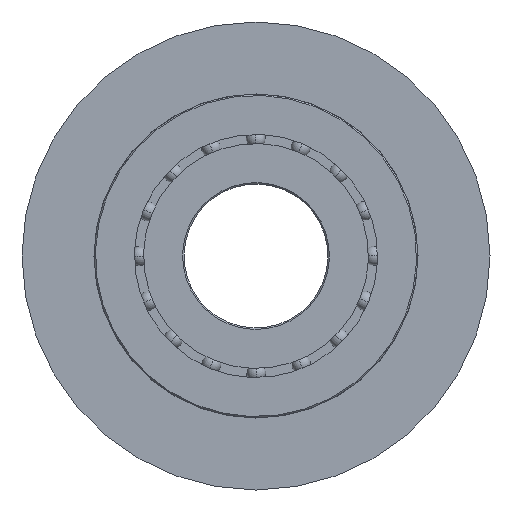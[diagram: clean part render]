
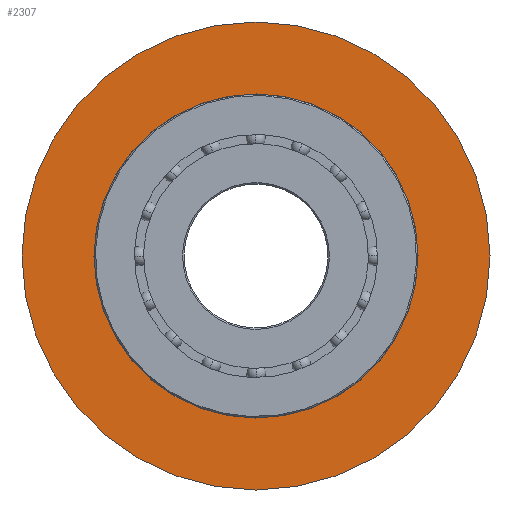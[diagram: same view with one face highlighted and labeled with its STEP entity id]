
A CAD part, left-side view. The second image highlights one B-rep face of the part: STEP entity #2307.
In plain terms, the highlighted planar face has unit normal (-1, 0, 0).
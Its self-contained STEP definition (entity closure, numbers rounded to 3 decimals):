
#47 = CARTESIAN_POINT ( 'NONE',  ( -3., 0., -4.5 ) ) ;
#141 = AXIS2_PLACEMENT_3D ( 'NONE', #263, #232, #244 ) ;
#143 = ORIENTED_EDGE ( 'NONE', *, *, #1086, .T. ) ;
#149 = CARTESIAN_POINT ( 'NONE',  ( -3., 0., 0. ) ) ;
#232 = DIRECTION ( 'NONE',  ( 1., 0., 0. ) ) ;
#244 = DIRECTION ( 'NONE',  ( 0., 0., -1. ) ) ;
#263 = CARTESIAN_POINT ( 'NONE',  ( -3., 0., 0. ) ) ;
#364 = DIRECTION ( 'NONE',  ( 1., 0., 0. ) ) ;
#389 = CARTESIAN_POINT ( 'NONE',  ( -3., 0., 0. ) ) ;
#398 = EDGE_CURVE ( 'NONE', #438, #2391, #2537, .T. ) ;
#438 = VERTEX_POINT ( 'NONE', #677 ) ;
#579 = CIRCLE ( 'NONE', #1745, 4.5 ) ;
#591 = CIRCLE ( 'NONE', #141, 4.5 ) ;
#677 = CARTESIAN_POINT ( 'NONE',  ( -3., 0., -6.5 ) ) ;
#711 = EDGE_LOOP ( 'NONE', ( #143, #1715 ) ) ;
#793 = DIRECTION ( 'NONE',  ( 0., 0., -1. ) ) ;
#936 = CARTESIAN_POINT ( 'NONE',  ( -3., 0., 0. ) ) ;
#1041 = CARTESIAN_POINT ( 'NONE',  ( -3., 0., 6.5 ) ) ;
#1058 = FACE_BOUND ( 'NONE', #711, .T. ) ;
#1086 = EDGE_CURVE ( 'NONE', #2452, #1696, #591, .T. ) ;
#1130 = EDGE_CURVE ( 'NONE', #2391, #438, #2679, .T. ) ;
#1224 = FACE_OUTER_BOUND ( 'NONE', #1576, .T. ) ;
#1233 = ORIENTED_EDGE ( 'NONE', *, *, #398, .F. ) ;
#1236 = CARTESIAN_POINT ( 'NONE',  ( -3., 0., 0. ) ) ;
#1266 = DIRECTION ( 'NONE',  ( 0., 0., -1. ) ) ;
#1465 = PLANE ( 'NONE',  #1840 ) ;
#1570 = DIRECTION ( 'NONE',  ( 0., 0., -1. ) ) ;
#1576 = EDGE_LOOP ( 'NONE', ( #2211, #1233 ) ) ;
#1607 = CARTESIAN_POINT ( 'NONE',  ( -3., 0., 4.5 ) ) ;
#1696 = VERTEX_POINT ( 'NONE', #47 ) ;
#1715 = ORIENTED_EDGE ( 'NONE', *, *, #2174, .T. ) ;
#1745 = AXIS2_PLACEMENT_3D ( 'NONE', #1236, #2450, #1266 ) ;
#1749 = AXIS2_PLACEMENT_3D ( 'NONE', #936, #2394, #1570 ) ;
#1840 = AXIS2_PLACEMENT_3D ( 'NONE', #149, #364, #2477 ) ;
#1936 = AXIS2_PLACEMENT_3D ( 'NONE', #389, #2471, #793 ) ;
#2174 = EDGE_CURVE ( 'NONE', #1696, #2452, #579, .T. ) ;
#2211 = ORIENTED_EDGE ( 'NONE', *, *, #1130, .F. ) ;
#2307 = ADVANCED_FACE ( 'NONE', ( #1224, #1058 ), #1465, .F. ) ;
#2391 = VERTEX_POINT ( 'NONE', #1041 ) ;
#2394 = DIRECTION ( 'NONE',  ( 1., 0., 0. ) ) ;
#2450 = DIRECTION ( 'NONE',  ( 1., 0., 0. ) ) ;
#2452 = VERTEX_POINT ( 'NONE', #1607 ) ;
#2471 = DIRECTION ( 'NONE',  ( 1., 0., 0. ) ) ;
#2477 = DIRECTION ( 'NONE',  ( 0., 0., -1. ) ) ;
#2537 = CIRCLE ( 'NONE', #1936, 6.5 ) ;
#2679 = CIRCLE ( 'NONE', #1749, 6.5 ) ;
